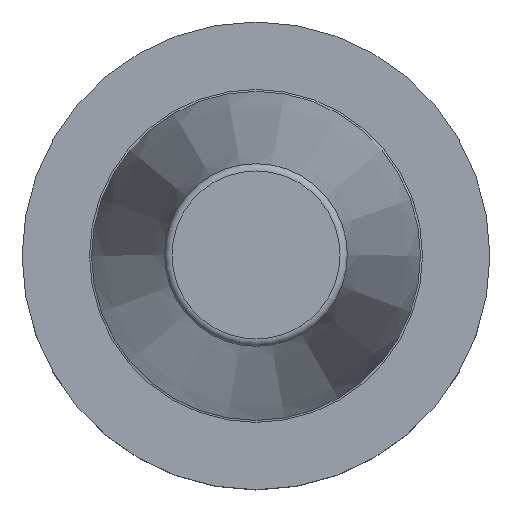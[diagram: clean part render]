
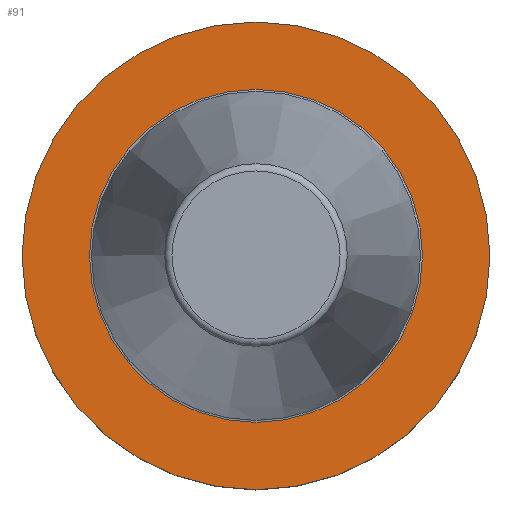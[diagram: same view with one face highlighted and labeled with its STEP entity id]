
A CAD part, top view. The second image highlights one B-rep face of the part: STEP entity #91.
In plain terms, the highlighted planar face has unit normal (0, 0, 1).
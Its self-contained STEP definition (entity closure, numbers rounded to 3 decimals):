
#59=FACE_BOUND('',#124,.T.);
#60=FACE_BOUND('',#125,.T.);
#91=ADVANCED_FACE('',(#59,#60),#106,.T.);
#106=PLANE('',#259);
#124=EDGE_LOOP('',(#162));
#125=EDGE_LOOP('',(#163));
#162=ORIENTED_EDGE('',*,*,#214,.T.);
#163=ORIENTED_EDGE('',*,*,#213,.F.);
#194=VERTEX_POINT('',#379);
#195=VERTEX_POINT('',#382);
#213=EDGE_CURVE('',#194,#194,#232,.T.);
#214=EDGE_CURVE('',#195,#195,#233,.T.);
#232=CIRCLE('',#256,22.6);
#233=CIRCLE('',#258,31.75);
#256=AXIS2_PLACEMENT_3D('',#378,#306,#307);
#258=AXIS2_PLACEMENT_3D('',#381,#310,#311);
#259=AXIS2_PLACEMENT_3D('',#383,#312,#313);
#306=DIRECTION('',(0.0,0.0,1.0));
#307=DIRECTION('',(1.0,0.0,0.0));
#310=DIRECTION('',(0.0,0.0,1.0));
#311=DIRECTION('',(1.0,0.0,0.0));
#312=DIRECTION('',(0.0,0.0,1.0));
#313=DIRECTION('',(1.0,0.0,0.0));
#378=CARTESIAN_POINT('',(0.0,0.,-3.2));
#379=CARTESIAN_POINT('',(22.6,0.,-3.2));
#381=CARTESIAN_POINT('',(0.0,0.,-3.2));
#382=CARTESIAN_POINT('',(31.75,0.,-3.2));
#383=CARTESIAN_POINT('',(0.0,22.6,-3.2));
